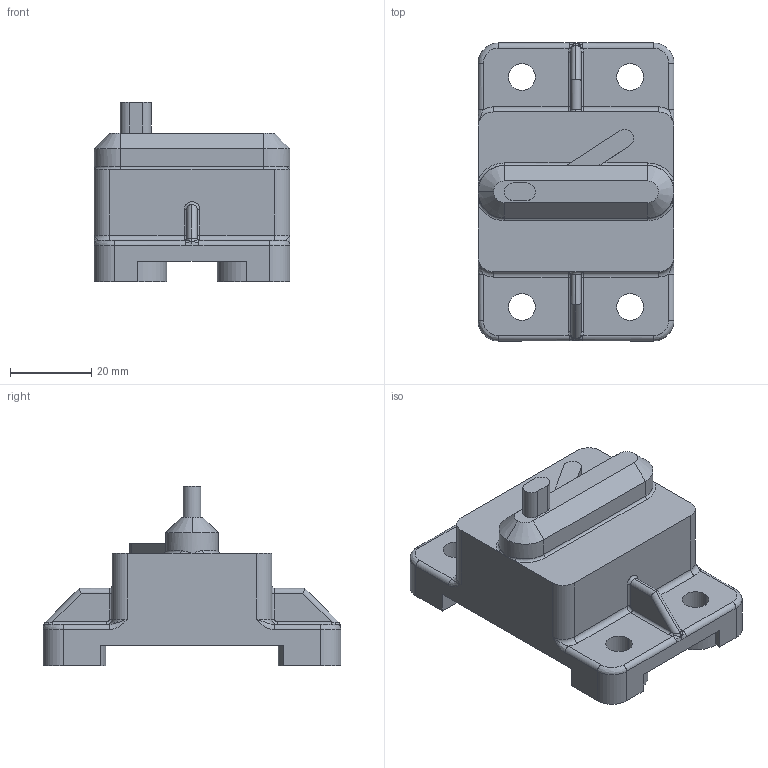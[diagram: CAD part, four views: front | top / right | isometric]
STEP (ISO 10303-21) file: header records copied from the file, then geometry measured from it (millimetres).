
FILE_DESCRIPTION (( 'STEP AP214' ), '1' );
FILE_NAME ('MainCircuitBreaker_120A.step', '2018-12-19T17:06:30', ( '' ), ( '' ), 'SwSTEP 2.0', 'SolidWorks 2018', '' );
FILE_SCHEMA (( 'AUTOMOTIVE_DESIGN' ));
Length unit declared in the file: millimetre
Products named in the file (1): MainCircuitBreaker_120A
Bounding box: 48.26 x 73.41 x 44.2 mm (x, y, z)
Surface area: 14049.6 mm2 (no closed solid volume)
Topology: 0 solids, 1 shells, 146 faces, 373 edges, 222 vertices
Faces by surface type: cylinder 60, plane 40, bspline 28, torus 15, cone 3
Entity records: 7518 total; most frequent: CARTESIAN_POINT 2583, ORIENTED_EDGE 730, DIRECTION 630, EDGE_CURVE 365, AXIS2_PLACEMENT_3D 229, VERTEX_POINT 222, VECTOR 172, LINE 172
